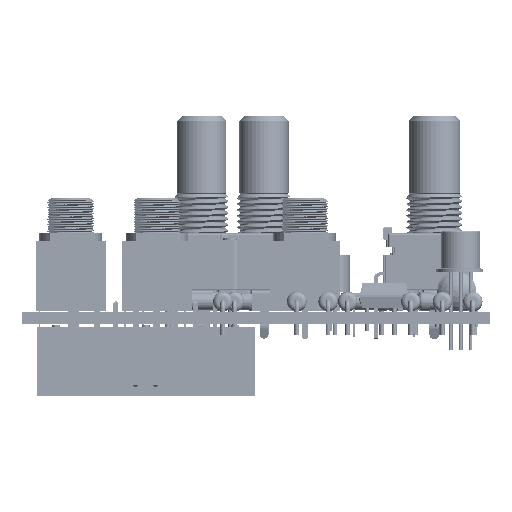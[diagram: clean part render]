
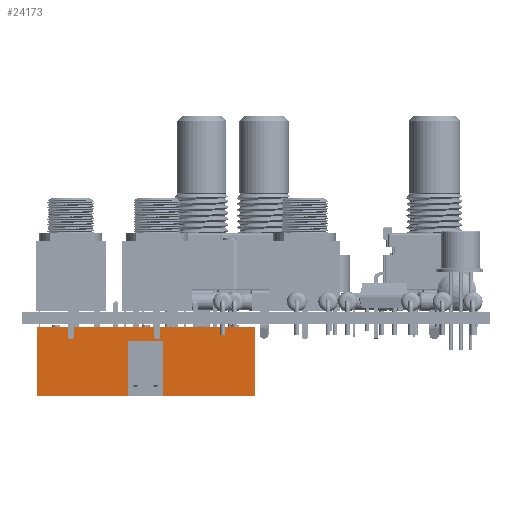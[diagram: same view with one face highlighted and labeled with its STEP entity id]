
A CAD part, front view. The second image highlights one B-rep face of the part: STEP entity #24173.
In plain terms, the highlighted face is planar.
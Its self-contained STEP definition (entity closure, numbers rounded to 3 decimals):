
#24173 = ADVANCED_FACE('',(#24174),#24240,.T.);
#24174 = FACE_BOUND('',#24175,.T.);
#24175 = EDGE_LOOP('',(#24176,#24186,#24194,#24202,#24210,#24218,#24226,
    #24234));
#24176 = ORIENTED_EDGE('',*,*,#24177,.F.);
#24177 = EDGE_CURVE('',#24178,#24180,#24182,.T.);
#24178 = VERTEX_POINT('',#24179);
#24179 = CARTESIAN_POINT('',(-3.155,5.1,0.25));
#24180 = VERTEX_POINT('',#24181);
#24181 = CARTESIAN_POINT('',(-3.155,5.1,9.1));
#24182 = LINE('',#24183,#24184);
#24183 = CARTESIAN_POINT('',(-3.155,5.1,0.25));
#24184 = VECTOR('',#24185,1.);
#24185 = DIRECTION('',(0.,0.,1.));
#24186 = ORIENTED_EDGE('',*,*,#24187,.T.);
#24187 = EDGE_CURVE('',#24178,#24188,#24190,.T.);
#24188 = VERTEX_POINT('',#24189);
#24189 = CARTESIAN_POINT('',(-3.155,-22.88,0.25));
#24190 = LINE('',#24191,#24192);
#24191 = CARTESIAN_POINT('',(-3.155,5.1,0.25));
#24192 = VECTOR('',#24193,1.);
#24193 = DIRECTION('',(0.,-1.,0.));
#24194 = ORIENTED_EDGE('',*,*,#24195,.T.);
#24195 = EDGE_CURVE('',#24188,#24196,#24198,.T.);
#24196 = VERTEX_POINT('',#24197);
#24197 = CARTESIAN_POINT('',(-3.155,-22.88,9.1));
#24198 = LINE('',#24199,#24200);
#24199 = CARTESIAN_POINT('',(-3.155,-22.88,2.6));
#24200 = VECTOR('',#24201,1.);
#24201 = DIRECTION('',(0.,0.,1.));
#24202 = ORIENTED_EDGE('',*,*,#24203,.F.);
#24203 = EDGE_CURVE('',#24204,#24196,#24206,.T.);
#24204 = VERTEX_POINT('',#24205);
#24205 = CARTESIAN_POINT('',(-3.155,-11.14,9.1));
#24206 = LINE('',#24207,#24208);
#24207 = CARTESIAN_POINT('',(-3.155,5.1,9.1));
#24208 = VECTOR('',#24209,1.);
#24209 = DIRECTION('',(0.,-1.,0.));
#24210 = ORIENTED_EDGE('',*,*,#24211,.T.);
#24211 = EDGE_CURVE('',#24204,#24212,#24214,.T.);
#24212 = VERTEX_POINT('',#24213);
#24213 = CARTESIAN_POINT('',(-3.155,-11.14,2.1));
#24214 = LINE('',#24215,#24216);
#24215 = CARTESIAN_POINT('',(-3.155,-11.14,3.388));
#24216 = VECTOR('',#24217,1.);
#24217 = DIRECTION('',(0.,0.,-1.));
#24218 = ORIENTED_EDGE('',*,*,#24219,.T.);
#24219 = EDGE_CURVE('',#24212,#24220,#24222,.T.);
#24220 = VERTEX_POINT('',#24221);
#24221 = CARTESIAN_POINT('',(-3.155,-6.64,2.1));
#24222 = LINE('',#24223,#24224);
#24223 = CARTESIAN_POINT('',(-3.155,-8.89,2.1));
#24224 = VECTOR('',#24225,1.);
#24225 = DIRECTION('',(0.,1.,0.));
#24226 = ORIENTED_EDGE('',*,*,#24227,.T.);
#24227 = EDGE_CURVE('',#24220,#24228,#24230,.T.);
#24228 = VERTEX_POINT('',#24229);
#24229 = CARTESIAN_POINT('',(-3.155,-6.64,9.1));
#24230 = LINE('',#24231,#24232);
#24231 = CARTESIAN_POINT('',(-3.155,-6.64,3.388));
#24232 = VECTOR('',#24233,1.);
#24233 = DIRECTION('',(0.,0.,1.));
#24234 = ORIENTED_EDGE('',*,*,#24235,.F.);
#24235 = EDGE_CURVE('',#24180,#24228,#24236,.T.);
#24236 = LINE('',#24237,#24238);
#24237 = CARTESIAN_POINT('',(-3.155,5.1,9.1));
#24238 = VECTOR('',#24239,1.);
#24239 = DIRECTION('',(0.,-1.,0.));
#24240 = PLANE('',#24241);
#24241 = AXIS2_PLACEMENT_3D('',#24242,#24243,#24244);
#24242 = CARTESIAN_POINT('',(-3.155,-8.89,4.675));
#24243 = DIRECTION('',(-1.,0.,0.));
#24244 = DIRECTION('',(0.,0.,-1.));
